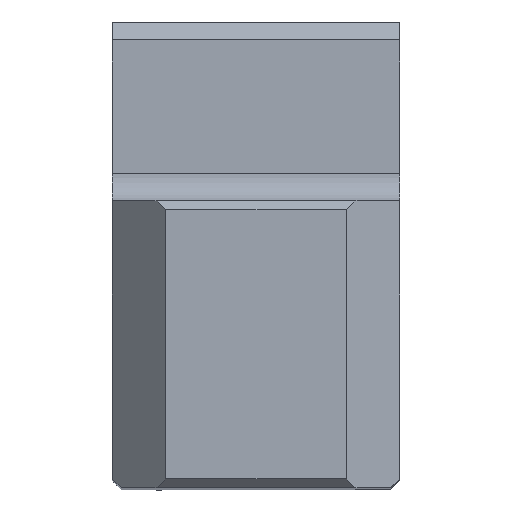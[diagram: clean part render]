
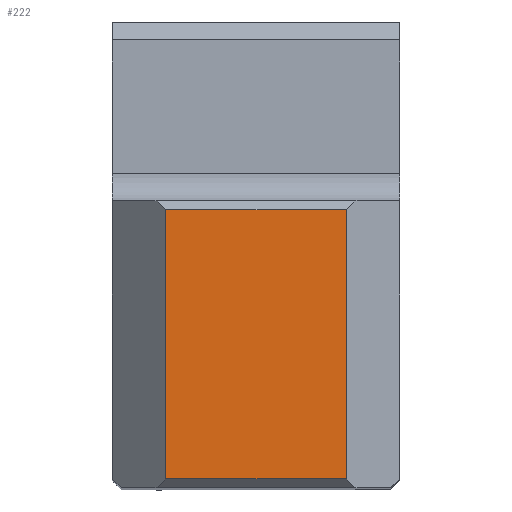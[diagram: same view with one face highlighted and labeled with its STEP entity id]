
A CAD part, top view. The second image highlights one B-rep face of the part: STEP entity #222.
In plain terms, the highlighted planar face has unit normal (0, 0, 1).
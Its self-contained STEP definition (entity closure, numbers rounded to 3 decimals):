
#222=ADVANCED_FACE('',(#331),#276,.T.);
#276=PLANE('',#1421);
#331=FACE_OUTER_BOUND('',#395,.T.);
#395=EDGE_LOOP('',(#599,#600,#601,#602));
#599=ORIENTED_EDGE('',*,*,#998,.F.);
#600=ORIENTED_EDGE('',*,*,#999,.T.);
#601=ORIENTED_EDGE('',*,*,#1000,.F.);
#602=ORIENTED_EDGE('',*,*,#1001,.T.);
#849=VERTEX_POINT('',#2150);
#850=VERTEX_POINT('',#2151);
#851=VERTEX_POINT('',#2153);
#852=VERTEX_POINT('',#2155);
#998=EDGE_CURVE('',#849,#850,#1138,.T.);
#999=EDGE_CURVE('',#849,#851,#1139,.T.);
#1000=EDGE_CURVE('',#852,#851,#1140,.T.);
#1001=EDGE_CURVE('',#852,#850,#1141,.T.);
#1138=LINE('',#2149,#1257);
#1139=LINE('',#2152,#1258);
#1140=LINE('',#2154,#1259);
#1141=LINE('',#2156,#1260);
#1257=VECTOR('',#1596,1.);
#1258=VECTOR('',#1597,1.);
#1259=VECTOR('',#1598,1.);
#1260=VECTOR('',#1599,1.);
#1421=AXIS2_PLACEMENT_3D('',#2157,#1600,#1601);
#1596=DIRECTION('',(0.,1.,0.));
#1597=DIRECTION('',(1.,0.,0.));
#1598=DIRECTION('',(0.,-1.,0.));
#1599=DIRECTION('',(-1.,0.,0.));
#1600=DIRECTION('',(0.,0.,1.));
#1601=DIRECTION('',(-1.,0.,0.));
#2149=CARTESIAN_POINT('',(-13.001,7.988,0.));
#2150=CARTESIAN_POINT('',(-13.001,0.5,0.));
#2151=CARTESIAN_POINT('',(-13.001,15.475,0.));
#2152=CARTESIAN_POINT('',(-7.988,0.5,0.));
#2153=CARTESIAN_POINT('',(-2.974,0.5,0.));
#2154=CARTESIAN_POINT('',(-2.974,7.988,0.));
#2155=CARTESIAN_POINT('',(-2.974,15.475,0.));
#2156=CARTESIAN_POINT('',(-7.988,15.475,0.));
#2157=CARTESIAN_POINT('',(-7.988,7.988,0.));
